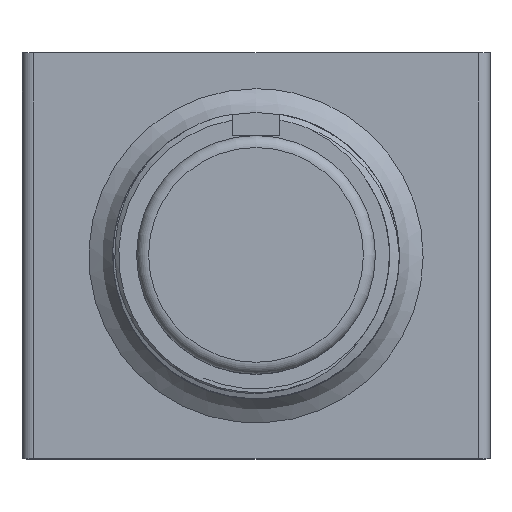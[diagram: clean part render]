
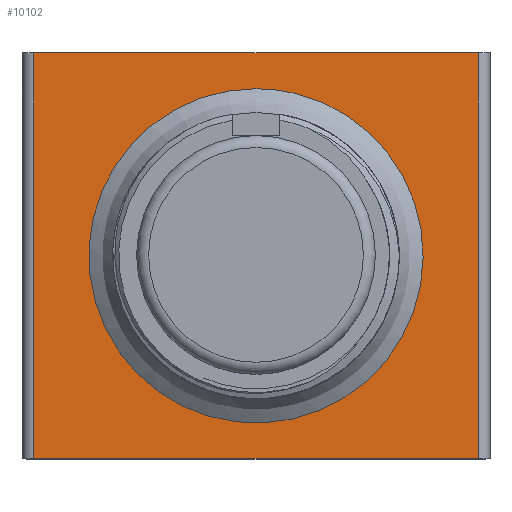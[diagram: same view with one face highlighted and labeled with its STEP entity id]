
A CAD part, top view. The second image highlights one B-rep face of the part: STEP entity #10102.
In plain terms, the highlighted planar face has unit normal (0, 0, 1).
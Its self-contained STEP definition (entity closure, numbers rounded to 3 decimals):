
#9242 = EDGE_CURVE('',#9243,#9245,#9247,.T.);
#9243 = VERTEX_POINT('',#9244);
#9244 = CARTESIAN_POINT('',(-9.3,8.5,15.7));
#9245 = VERTEX_POINT('',#9246);
#9246 = CARTESIAN_POINT('',(9.3,8.5,15.7));
#9247 = LINE('',#9248,#9249);
#9248 = CARTESIAN_POINT('',(-9.8,8.5,15.7));
#9249 = VECTOR('',#9250,1.);
#9250 = DIRECTION('',(1.,0.,0.));
#9322 = VERTEX_POINT('',#9323);
#9323 = CARTESIAN_POINT('',(9.3,-8.5,15.7));
#9330 = EDGE_CURVE('',#9322,#9331,#9333,.T.);
#9331 = VERTEX_POINT('',#9332);
#9332 = CARTESIAN_POINT('',(-9.3,-8.5,15.7));
#9333 = LINE('',#9334,#9335);
#9334 = CARTESIAN_POINT('',(9.8,-8.5,15.7));
#9335 = VECTOR('',#9336,1.);
#9336 = DIRECTION('',(-1.,0.,0.));
#9366 = EDGE_CURVE('',#9331,#9243,#9367,.T.);
#9367 = LINE('',#9368,#9369);
#9368 = CARTESIAN_POINT('',(-9.3,-8.5,15.7));
#9369 = VECTOR('',#9370,1.);
#9370 = DIRECTION('',(0.,1.,0.));
#9405 = EDGE_CURVE('',#9245,#9322,#9406,.T.);
#9406 = LINE('',#9407,#9408);
#9407 = CARTESIAN_POINT('',(9.3,8.5,15.7));
#9408 = VECTOR('',#9409,1.);
#9409 = DIRECTION('',(0.,-1.,0.));
#10102 = ADVANCED_FACE('',(#10103,#10109),#10131,.F.);
#10103 = FACE_BOUND('',#10104,.F.);
#10104 = EDGE_LOOP('',(#10105,#10106,#10107,#10108));
#10105 = ORIENTED_EDGE('',*,*,#9242,.T.);
#10106 = ORIENTED_EDGE('',*,*,#9405,.T.);
#10107 = ORIENTED_EDGE('',*,*,#9330,.T.);
#10108 = ORIENTED_EDGE('',*,*,#9366,.T.);
#10109 = FACE_BOUND('',#10110,.F.);
#10110 = EDGE_LOOP('',(#10111));
#10111 = ORIENTED_EDGE('',*,*,#10112,.T.);
#10112 = EDGE_CURVE('',#10113,#10113,#10115,.T.);
#10113 = VERTEX_POINT('',#10114);
#10114 = CARTESIAN_POINT('',(0.,7.,15.7));
#10115 = B_SPLINE_CURVE_WITH_KNOTS('',14,(#10116,#10117,#10118,#10119,
    #10120,#10121,#10122,#10123,#10124,#10125,#10126,#10127,#10128,
    #10129,#10130),.UNSPECIFIED.,.T.,.F.,(1,14,14,1),(-1.,0.,1.,2.),
  .UNSPECIFIED.);
#10116 = CARTESIAN_POINT('',(0.,7.,15.7));
#10117 = CARTESIAN_POINT('',(-3.142,7.,15.7));
#10118 = CARTESIAN_POINT('',(-6.283,5.482,15.7));
#10119 = CARTESIAN_POINT('',(-8.63,2.445,15.7));
#10120 = CARTESIAN_POINT('',(-9.386,-1.656,15.7));
#10121 = CARTESIAN_POINT('',(-8.043,-5.913,15.7));
#10122 = CARTESIAN_POINT('',(-4.661,-9.163,15.7));
#10123 = CARTESIAN_POINT('',(0.,-10.387,15.7));
#10124 = CARTESIAN_POINT('',(4.661,-9.163,15.7));
#10125 = CARTESIAN_POINT('',(8.043,-5.913,15.7));
#10126 = CARTESIAN_POINT('',(9.386,-1.656,15.7));
#10127 = CARTESIAN_POINT('',(8.63,2.445,15.7));
#10128 = CARTESIAN_POINT('',(6.283,5.482,15.7));
#10129 = CARTESIAN_POINT('',(3.142,7.,15.7));
#10130 = CARTESIAN_POINT('',(0.,7.,15.7));
#10131 = PLANE('',#10132);
#10132 = AXIS2_PLACEMENT_3D('',#10133,#10134,#10135);
#10133 = CARTESIAN_POINT('',(0.,0.,15.7));
#10134 = DIRECTION('',(-0.,-0.,-1.));
#10135 = DIRECTION('',(-1.,0.,0.));
